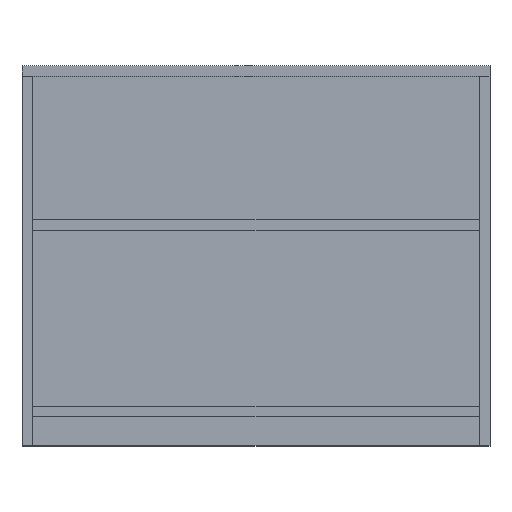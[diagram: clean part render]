
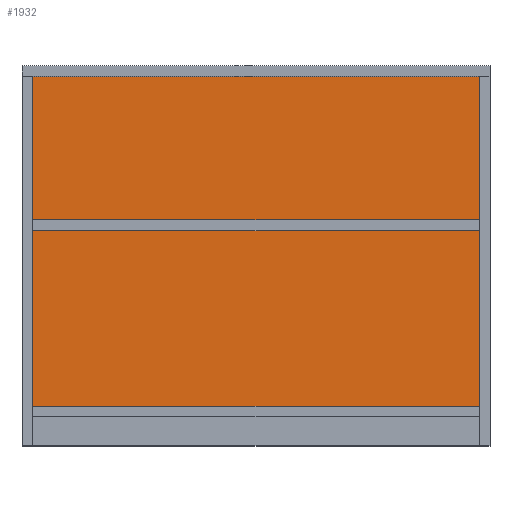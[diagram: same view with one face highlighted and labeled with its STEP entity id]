
A CAD part, top view. The second image highlights one B-rep face of the part: STEP entity #1932.
In plain terms, the highlighted planar face has unit normal (0, 0, 1).
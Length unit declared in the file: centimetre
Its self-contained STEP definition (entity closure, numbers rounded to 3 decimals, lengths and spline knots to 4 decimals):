
#50=FACE_OUTER_BOUND('',#156,.T.);
#156=EDGE_LOOP('',(#1334,#1335,#1336,#1337));
#283=LINE('',#2714,#559);
#285=LINE('',#2718,#561);
#286=LINE('',#2720,#562);
#287=LINE('',#2721,#563);
#559=VECTOR('',#2215,1.);
#561=VECTOR('',#2219,1.);
#562=VECTOR('',#2220,1.);
#563=VECTOR('',#2221,1.);
#822=VERTEX_POINT('',#2711);
#823=VERTEX_POINT('',#2713);
#824=VERTEX_POINT('',#2717);
#825=VERTEX_POINT('',#2719);
#1019=EDGE_CURVE('',#823,#822,#283,.T.);
#1021=EDGE_CURVE('',#824,#822,#285,.T.);
#1022=EDGE_CURVE('',#825,#824,#286,.T.);
#1023=EDGE_CURVE('',#825,#823,#287,.T.);
#1334=ORIENTED_EDGE('',*,*,#1021,.F.);
#1335=ORIENTED_EDGE('',*,*,#1022,.F.);
#1336=ORIENTED_EDGE('',*,*,#1023,.T.);
#1337=ORIENTED_EDGE('',*,*,#1019,.T.);
#1826=PLANE('',#2046);
#1932=ADVANCED_FACE('',(#50),#1826,.T.);
#2046=AXIS2_PLACEMENT_3D('',#2716,#2217,#2218);
#2215=DIRECTION('',(1.,0.,0.));
#2217=DIRECTION('center_axis',(0.,0.,1.));
#2218=DIRECTION('ref_axis',(0.,-1.,0.));
#2219=DIRECTION('',(0.,-1.,0.));
#2220=DIRECTION('',(1.,0.,0.));
#2221=DIRECTION('',(0.,-1.,0.));
#2711=CARTESIAN_POINT('',(79.4385,0.,-33.7185));
#2713=CARTESIAN_POINT('',(1.8415,0.,-33.7185));
#2714=CARTESIAN_POINT('',(1.8415,0.,-33.7185));
#2716=CARTESIAN_POINT('Origin',(1.8415,64.1985,-33.7185));
#2717=CARTESIAN_POINT('',(79.4385,64.1985,-33.7185));
#2718=CARTESIAN_POINT('',(79.4385,48.1489,-33.7185));
#2719=CARTESIAN_POINT('',(1.8415,64.1985,-33.7185));
#2720=CARTESIAN_POINT('',(1.8415,64.1985,-33.7185));
#2721=CARTESIAN_POINT('',(1.8415,66.04,-33.7185));
